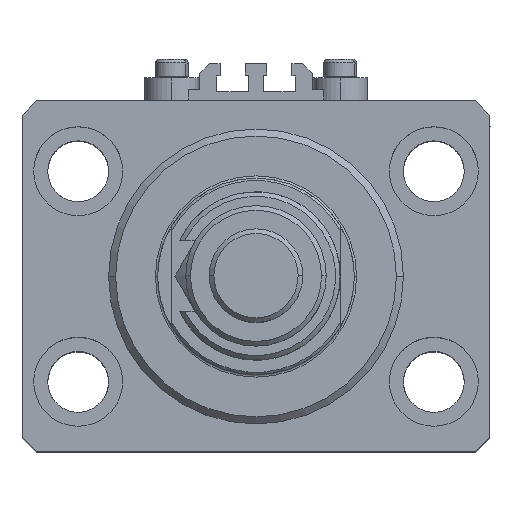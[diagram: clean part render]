
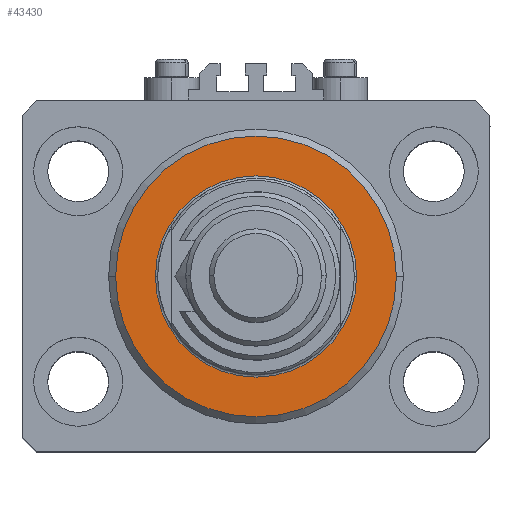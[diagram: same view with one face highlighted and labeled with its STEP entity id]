
A CAD part, top view. The second image highlights one B-rep face of the part: STEP entity #43430.
In plain terms, the highlighted face is planar.
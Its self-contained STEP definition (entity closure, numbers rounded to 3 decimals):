
#161 = DIRECTION ( 'NONE',  ( 0., 0., 1. ) ) ;
#1565 = EDGE_LOOP ( 'NONE', ( #10865, #22755 ) ) ;
#4263 = EDGE_LOOP ( 'NONE', ( #29645, #32974 ) ) ;
#4494 = CARTESIAN_POINT ( 'NONE',  ( 21.5, 0., 0. ) ) ;
#6147 = VERTEX_POINT ( 'NONE', #16940 ) ;
#6704 = EDGE_CURVE ( 'NONE', #43958, #6147, #36814, .T. ) ;
#6832 = AXIS2_PLACEMENT_3D ( 'NONE', #49458, #34132, #18808 ) ;
#7612 = CARTESIAN_POINT ( 'NONE',  ( 0., 0., 0. ) ) ;
#7815 = PLANE ( 'NONE',  #11722 ) ;
#8970 = CARTESIAN_POINT ( 'NONE',  ( 0., 0., 0. ) ) ;
#10865 = ORIENTED_EDGE ( 'NONE', *, *, #20548, .T. ) ;
#11722 = AXIS2_PLACEMENT_3D ( 'NONE', #47624, #161, #39228 ) ;
#12919 = CARTESIAN_POINT ( 'NONE',  ( 0., 0., 0. ) ) ;
#14218 = CARTESIAN_POINT ( 'NONE',  ( -30., 0., 0. ) ) ;
#14798 = AXIS2_PLACEMENT_3D ( 'NONE', #12919, #47151, #16254 ) ;
#16224 = FACE_BOUND ( 'NONE', #1565, .T. ) ;
#16254 = DIRECTION ( 'NONE',  ( 1., 0., 0. ) ) ;
#16874 = DIRECTION ( 'NONE',  ( 0., 0., 1. ) ) ;
#16940 = CARTESIAN_POINT ( 'NONE',  ( 30., 0., 0. ) ) ;
#18808 = DIRECTION ( 'NONE',  ( 1., 0., 0. ) ) ;
#20548 = EDGE_CURVE ( 'NONE', #35802, #30582, #39639, .T. ) ;
#22755 = ORIENTED_EDGE ( 'NONE', *, *, #44117, .T. ) ;
#23174 = CIRCLE ( 'NONE', #6832, 21.5 ) ;
#27483 = FACE_OUTER_BOUND ( 'NONE', #4263, .T. ) ;
#29645 = ORIENTED_EDGE ( 'NONE', *, *, #31044, .T. ) ;
#30582 = VERTEX_POINT ( 'NONE', #50361 ) ;
#31044 = EDGE_CURVE ( 'NONE', #6147, #43958, #33394, .T. ) ;
#32974 = ORIENTED_EDGE ( 'NONE', *, *, #6704, .T. ) ;
#33394 = CIRCLE ( 'NONE', #48874, 30. ) ;
#34132 = DIRECTION ( 'NONE',  ( 0., 0., 1. ) ) ;
#35802 = VERTEX_POINT ( 'NONE', #4494 ) ;
#36789 = DIRECTION ( 'NONE',  ( 1., 0., 0. ) ) ;
#36814 = CIRCLE ( 'NONE', #14798, 30. ) ;
#38764 = DIRECTION ( 'NONE',  ( 0., 0., -1. ) ) ;
#39228 = DIRECTION ( 'NONE',  ( 1., 0., 0. ) ) ;
#39639 = CIRCLE ( 'NONE', #45345, 21.5 ) ;
#43430 = ADVANCED_FACE ( 'NONE', ( #16224, #27483 ), #7815, .F. ) ;
#43958 = VERTEX_POINT ( 'NONE', #14218 ) ;
#44117 = EDGE_CURVE ( 'NONE', #30582, #35802, #23174, .T. ) ;
#45345 = AXIS2_PLACEMENT_3D ( 'NONE', #8970, #16874, #36789 ) ;
#47151 = DIRECTION ( 'NONE',  ( 0., 0., -1. ) ) ;
#47624 = CARTESIAN_POINT ( 'NONE',  ( 0., 0., 0. ) ) ;
#48874 = AXIS2_PLACEMENT_3D ( 'NONE', #7612, #38764, #50508 ) ;
#49458 = CARTESIAN_POINT ( 'NONE',  ( 0., 0., 0. ) ) ;
#50361 = CARTESIAN_POINT ( 'NONE',  ( -21.5, 0., 0. ) ) ;
#50508 = DIRECTION ( 'NONE',  ( 1., 0., 0. ) ) ;
